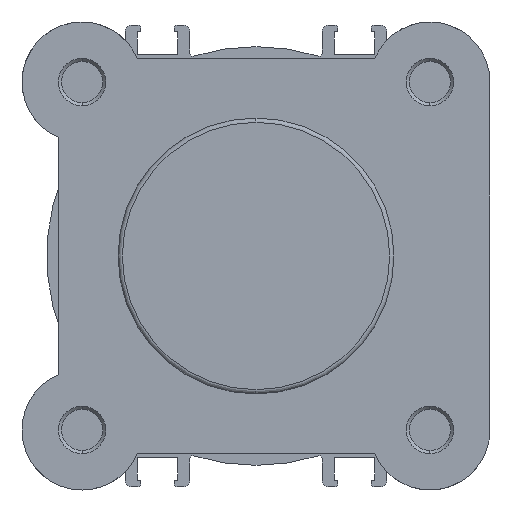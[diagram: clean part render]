
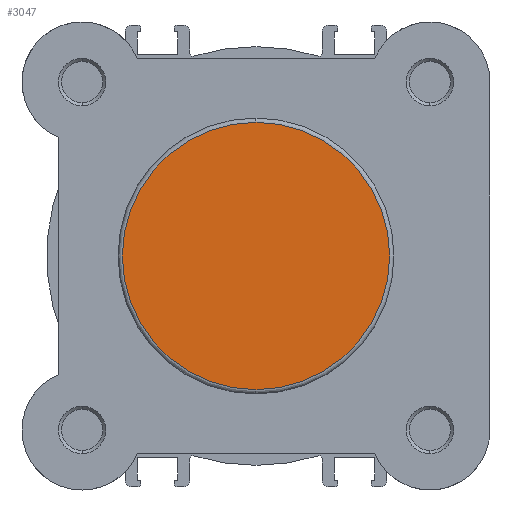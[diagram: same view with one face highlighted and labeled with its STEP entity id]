
A CAD part, left-side view. The second image highlights one B-rep face of the part: STEP entity #3047.
In plain terms, the highlighted planar face has unit normal (-1, 0, 0).
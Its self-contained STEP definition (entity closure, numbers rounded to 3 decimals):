
#120 = ORIENTED_EDGE ( 'NONE', *, *, #1919, .T. ) ;
#121 = ORIENTED_EDGE ( 'NONE', *, *, #1863, .T. ) ;
#1111 = DIRECTION ( 'NONE',  ( -1., 0., 0. ) ) ;
#1130 = DIRECTION ( 'NONE',  ( 0., 0., -1. ) ) ;
#1165 = CARTESIAN_POINT ( 'NONE',  ( 0., 0., 0. ) ) ;
#1545 = FACE_OUTER_BOUND ( 'NONE', #6053, .T. ) ;
#1740 = AXIS2_PLACEMENT_3D ( 'NONE', #3869, #3947, #3948 ) ;
#1863 = EDGE_CURVE ( 'NONE', #4538, #4539, #5605, .T. ) ;
#1919 = EDGE_CURVE ( 'NONE', #4539, #4538, #3084, .T. ) ;
#2413 = AXIS2_PLACEMENT_3D ( 'NONE', #4907, #4870, #4840 ) ;
#2444 = AXIS2_PLACEMENT_3D ( 'NONE', #1165, #1111, #1130 ) ;
#3047 = ADVANCED_FACE ( 'NONE', ( #1545 ), #3940, .F. ) ;
#3084 = CIRCLE ( 'NONE', #2444, 21.7 ) ;
#3869 = CARTESIAN_POINT ( 'NONE',  ( 0., 22.4, 0. ) ) ;
#3940 = PLANE ( 'NONE',  #1740 ) ;
#3947 = DIRECTION ( 'NONE',  ( 1., 0., 0. ) ) ;
#3948 = DIRECTION ( 'NONE',  ( 0., 0., -1. ) ) ;
#4187 = CARTESIAN_POINT ( 'NONE',  ( 0., 0., 21.7 ) ) ;
#4188 = CARTESIAN_POINT ( 'NONE',  ( 0., 0., -21.7 ) ) ;
#4538 = VERTEX_POINT ( 'NONE', #4187 ) ;
#4539 = VERTEX_POINT ( 'NONE', #4188 ) ;
#4840 = DIRECTION ( 'NONE',  ( 0., 0., -1. ) ) ;
#4870 = DIRECTION ( 'NONE',  ( -1., 0., 0. ) ) ;
#4907 = CARTESIAN_POINT ( 'NONE',  ( 0., 0., 0. ) ) ;
#5605 = CIRCLE ( 'NONE', #2413, 21.7 ) ;
#6053 = EDGE_LOOP ( 'NONE', ( #120, #121 ) ) ;
